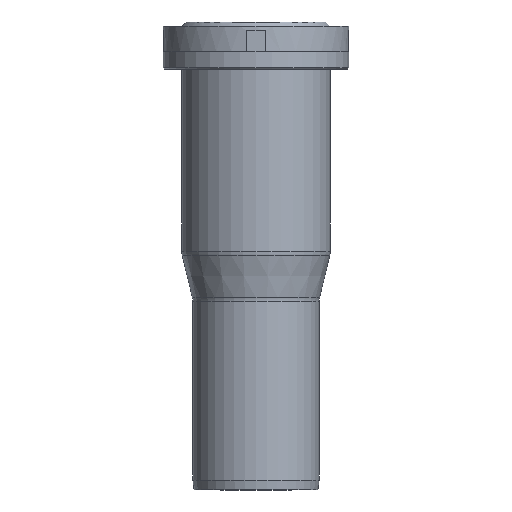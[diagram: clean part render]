
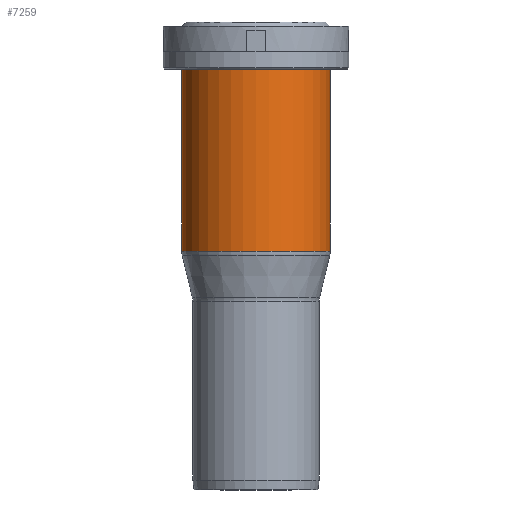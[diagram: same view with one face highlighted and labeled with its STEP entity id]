
A CAD part, front view. The second image highlights one B-rep face of the part: STEP entity #7259.
In plain terms, the highlighted cylindrical face has radius 600 mm (diameter 1200 mm), a full revolution.
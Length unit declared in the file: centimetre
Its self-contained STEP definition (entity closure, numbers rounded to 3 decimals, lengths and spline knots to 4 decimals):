
#377=CYLINDRICAL_SURFACE('',#7720,60.);
#554=LINE('',#11090,#1052);
#1052=VECTOR('',#8715,60.);
#1586=FACE_OUTER_BOUND('',#2018,.T.);
#2018=EDGE_LOOP('',(#4938,#4939,#4940,#4941,#4942,#4943));
#2470=CIRCLE('',#7687,60.);
#2473=CIRCLE('',#7690,60.);
#2494=CIRCLE('',#7721,60.);
#2495=CIRCLE('',#7722,60.);
#2982=VERTEX_POINT('',#11026);
#2983=VERTEX_POINT('',#11027);
#3002=VERTEX_POINT('',#11086);
#3003=VERTEX_POINT('',#11087);
#3733=EDGE_CURVE('',#2982,#2983,#2470,.T.);
#3736=EDGE_CURVE('',#2983,#2982,#2473,.T.);
#3763=EDGE_CURVE('',#3002,#3003,#2494,.T.);
#3764=EDGE_CURVE('',#3003,#3002,#2495,.T.);
#3765=EDGE_CURVE('',#3003,#2982,#554,.T.);
#4938=ORIENTED_EDGE('',*,*,#3763,.F.);
#4939=ORIENTED_EDGE('',*,*,#3764,.F.);
#4940=ORIENTED_EDGE('',*,*,#3765,.T.);
#4941=ORIENTED_EDGE('',*,*,#3736,.F.);
#4942=ORIENTED_EDGE('',*,*,#3733,.F.);
#4943=ORIENTED_EDGE('',*,*,#3765,.F.);
#7259=ADVANCED_FACE('',(#1586),#377,.T.);
#7687=AXIS2_PLACEMENT_3D('',#11028,#8637,#8638);
#7690=AXIS2_PLACEMENT_3D('',#11032,#8643,#8644);
#7720=AXIS2_PLACEMENT_3D('',#11085,#8709,#8710);
#7721=AXIS2_PLACEMENT_3D('',#11088,#8711,#8712);
#7722=AXIS2_PLACEMENT_3D('',#11089,#8713,#8714);
#8637=DIRECTION('center_axis',(0.,0.,1.));
#8638=DIRECTION('ref_axis',(1.,0.,0.));
#8643=DIRECTION('center_axis',(0.,0.,1.));
#8644=DIRECTION('ref_axis',(1.,0.,0.));
#8709=DIRECTION('center_axis',(0.,0.,
-1.));
#8710=DIRECTION('ref_axis',(-1.,0.,0.));
#8711=DIRECTION('center_axis',(0.,0.,
-1.));
#8712=DIRECTION('ref_axis',(1.,0.,0.));
#8713=DIRECTION('center_axis',(0.,0.,
-1.));
#8714=DIRECTION('ref_axis',(1.,0.,0.));
#8715=DIRECTION('',(0.,0.,1.));
#11026=CARTESIAN_POINT('',(60.,0.,339.4182));
#11027=CARTESIAN_POINT('',(-60.,0.,339.4182));
#11028=CARTESIAN_POINT('Origin',(0.,0.,
339.4182));
#11032=CARTESIAN_POINT('Origin',(0.,0.,
339.4182));
#11085=CARTESIAN_POINT('Origin',(0.,0.,
264.3479));
#11086=CARTESIAN_POINT('',(0.,-60.,193.0049));
#11087=CARTESIAN_POINT('',(60.,0.,193.0049));
#11088=CARTESIAN_POINT('Origin',(0.,0.,
193.0049));
#11089=CARTESIAN_POINT('Origin',(0.,0.,
193.0049));
#11090=CARTESIAN_POINT('',(60.,0.,264.3479));
